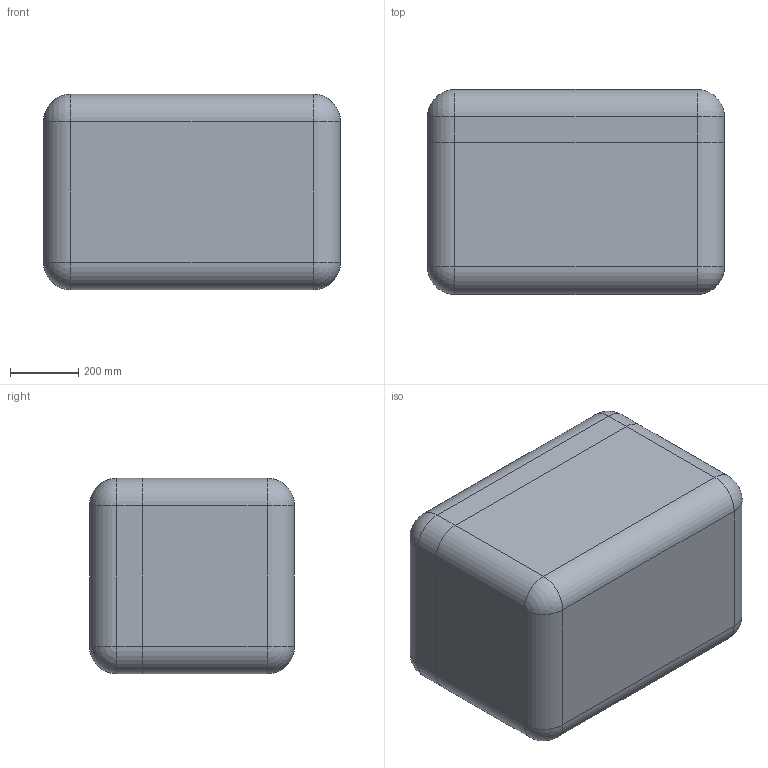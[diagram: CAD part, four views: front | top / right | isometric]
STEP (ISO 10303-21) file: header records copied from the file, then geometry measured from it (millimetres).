
FILE_DESCRIPTION (( 'STEP AP214' ), '1' );
FILE_NAME ('Òðàíñïîðòíûé êîíòåéíåð ÀÄÌÈÐÀË®ÏÐÎÔÅÑÑÈÎÍÀËÜÍÛÅ 170_óïðîùåííàÿ 3D-ìîäåëü.STEP', '2025-09-01T06:17:39', ( '' ), ( '' ), 'SwSTEP 2.0', 'SolidWorks 2021', '' );
FILE_SCHEMA (( 'AUTOMOTIVE_DESIGN' ));
Length unit declared in the file: millimetre
Products named in the file (3): Base 170W(���)_�ࠢ�� �⠡���஢���� 28.05.24; Òðàíñïîðòíûé êîíòåéíåð ÀÄÌÈÐÀË®ÏÐÎÔÅÑÑÈÎÍÀËÜÍÛÅ 170_óïðîùåííàÿ 3D-ìîäåëü; Lid 170(óïð)
Assembly tree (2 placements, depth 2):
  Òðàíñïîðòíûé êîíòåéíåð ÀÄÌÈÐÀË®ÏÐÎÔÅÑÑÈÎÍÀËÜÍÛÅ 170_óïðîùåííàÿ 3D-ìîäåëü
    Base 170W(���)_�ࠢ�� �⠡���஢���� 28.05.24
    Lid 170(óïð)
Bounding box: 869.63 x 600.07 x 572.45 mm (x, y, z)
Volume: 93803822 mm3; surface area: 5716824.1 mm2
Topology: 2 solids, 2 shells, 1670 faces, 4108 edges, 2380 vertices
Faces by surface type: cylinder 668, plane 370, bspline 330, torus 228, sphere 42, cone 32
Entity records: 68677 total; most frequent: CARTESIAN_POINT 31618, ORIENTED_EDGE 8076, DIRECTION 7540, EDGE_CURVE 4038, AXIS2_PLACEMENT_3D 2969, VERTEX_POINT 2380, EDGE_LOOP 1690, ADVANCED_FACE 1670
